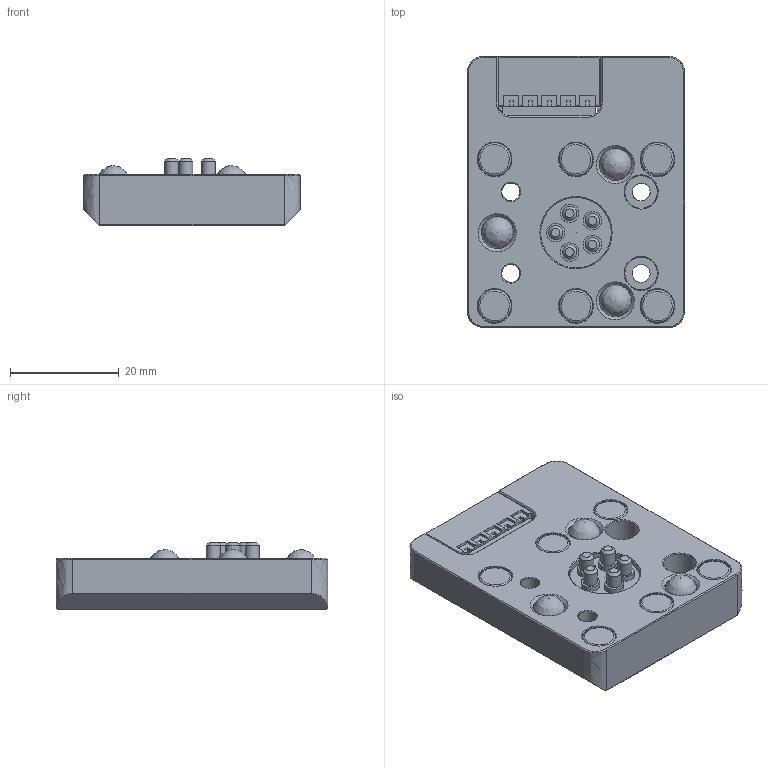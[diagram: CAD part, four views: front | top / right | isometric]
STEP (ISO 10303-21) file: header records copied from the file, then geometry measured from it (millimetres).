
FILE_DESCRIPTION( ('This file contains a STEP AP42 implementation' ,'as created by ZW3D STEP Interface translator.') ,'2;1' );
FILE_NAME( 'PLH3D-6W LaserDock Magnetic Docking Station A.stp' ,'1811 4.114846', (''), ('ZWCAD Software Co.'), 'Version 1.0', 'ZW3D to STEP translator', '' );
FILE_SCHEMA( ('CONFIG_CONTROL_DESIGN') );
Length unit declared in the file: millimetre
Products named in the file (1): 0
Bounding box: 40 x 50 x 12.4 mm (x, y, z)
Volume: 14293.7 mm3; surface area: 11038.5 mm2
Topology: 27 solids, 27 shells, 375 faces, 803 edges, 515 vertices
Faces by surface type: bspline 375
Entity records: 12260 total; most frequent: CARTESIAN_POINT 6788, ORIENTED_EDGE 1606, EDGE_CURVE 803, B_SPLINE_CURVE_WITH_KNOTS 549, VERTEX_POINT 515, EDGE_LOOP 438, FACE_OUTER_BOUND 375, ADVANCED_FACE 375
